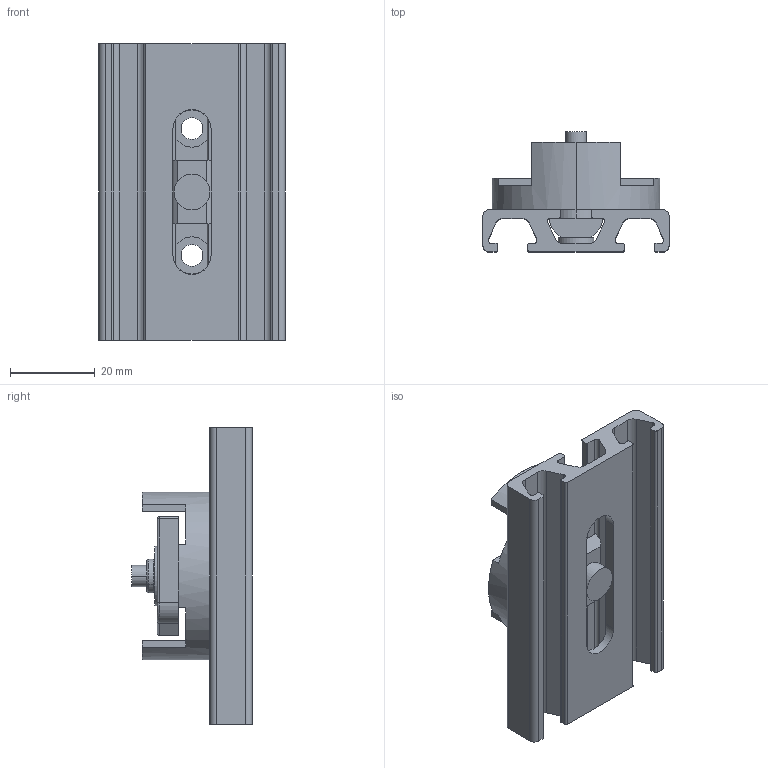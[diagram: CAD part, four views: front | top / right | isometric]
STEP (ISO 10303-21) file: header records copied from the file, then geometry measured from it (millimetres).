
FILE_DESCRIPTION((''),'2;1');
FILE_NAME('DM_CAD-5403_ASM','2018-04-18T',('creinig-se'),(''),'PRO/ENGINEER BY PARAMETRIC TECHNOLOGY CORPORATION, 2015440','PRO/ENGINEER BY PARAMETRIC TECHNOLOGY CORPORATION, 2015440','');
FILE_SCHEMA(('CONFIG_CONTROL_DESIGN'));
Length unit declared in the file: millimetre
Products named in the file (7): DM_CAD-5403_04AG69; DM_CAD-5403_04AGQ4B; DM_CAD-5403_042656L; DM_CAD-5403_042827H; DM_CAD-5403_M5X25; DIN985-HEXAGON-NUT_M5; DM_CAD-5403_ASM
Assembly tree (6 placements, depth 2):
  DM_CAD-5403_ASM
    DM_CAD-5403_04AG69
    DM_CAD-5403_04AGQ4B
    DM_CAD-5403_042656L
    DM_CAD-5403_042827H
    DM_CAD-5403_M5X25
    DIN985-HEXAGON-NUT_M5
Bounding box: 44 x 28.5 x 70 mm (x, y, z)
Volume: 26688 mm3; surface area: 19119.6 mm2
Topology: 6 solids, 6 shells, 203 faces, 516 edges, 330 vertices
Faces by surface type: plane 101, cylinder 80, cone 16, torus 4, sphere 2
Entity records: 7869 total; most frequent: CARTESIAN_POINT 1253, DIRECTION 1128, ORIENTED_EDGE 1032, EDGE_CURVE 516, PRESENTATION_STYLE_ASSIGNMENT 441, STYLED_ITEM 441, CURVE_STYLE 432, AXIS2_PLACEMENT_3D 424
